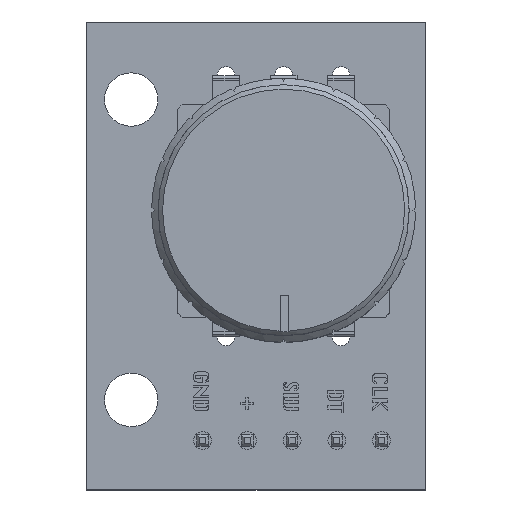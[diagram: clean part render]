
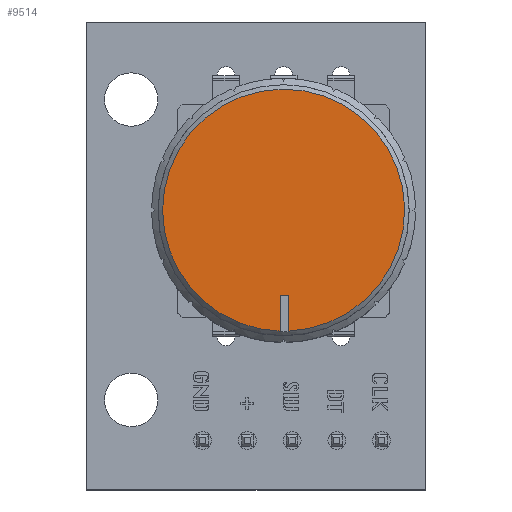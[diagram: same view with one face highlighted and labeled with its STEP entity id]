
A CAD part, top view. The second image highlights one B-rep face of the part: STEP entity #9514.
In plain terms, the highlighted planar face has unit normal (0, 0, 1).
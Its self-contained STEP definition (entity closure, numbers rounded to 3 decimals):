
#217=CIRCLE('',#10047,6.79);
#219=CIRCLE('',#10049,6.79);
#637=PLANE('',#10054);
#1138=FACE_OUTER_BOUND('',#1711,.T.);
#1711=EDGE_LOOP('',(#8478,#8479,#8480,#8481,#8482));
#2660=LINE('',#23233,#3665);
#2663=LINE('',#23239,#3668);
#2666=LINE('',#23244,#3671);
#3665=VECTOR('',#11816,10.);
#3668=VECTOR('',#11821,10.);
#3671=VECTOR('',#11826,10.);
#4757=VERTEX_POINT('',#23220);
#4758=VERTEX_POINT('',#23222);
#4761=VERTEX_POINT('',#23228);
#4762=VERTEX_POINT('',#23232);
#4764=VERTEX_POINT('',#23238);
#6015=EDGE_CURVE('',#4757,#4758,#217,.T.);
#6019=EDGE_CURVE('',#4761,#4757,#219,.T.);
#6020=EDGE_CURVE('',#4762,#4758,#2660,.T.);
#6023=EDGE_CURVE('',#4764,#4762,#2663,.T.);
#6026=EDGE_CURVE('',#4761,#4764,#2666,.T.);
#8478=ORIENTED_EDGE('',*,*,#6026,.T.);
#8479=ORIENTED_EDGE('',*,*,#6023,.T.);
#8480=ORIENTED_EDGE('',*,*,#6020,.T.);
#8481=ORIENTED_EDGE('',*,*,#6015,.F.);
#8482=ORIENTED_EDGE('',*,*,#6019,.F.);
#9514=ADVANCED_FACE('',(#1138),#637,.T.);
#10047=AXIS2_PLACEMENT_3D('',#23223,#11806,#11807);
#10049=AXIS2_PLACEMENT_3D('',#23230,#11812,#11813);
#10054=AXIS2_PLACEMENT_3D('',#23247,#11830,#11831);
#11806=DIRECTION('center_axis',(0.,0.,-1.));
#11807=DIRECTION('ref_axis',(1.,0.,0.));
#11812=DIRECTION('center_axis',(0.,0.,-1.));
#11813=DIRECTION('ref_axis',(1.,0.,0.));
#11816=DIRECTION('',(0.,-1.,0.));
#11821=DIRECTION('',(1.,0.,0.));
#11826=DIRECTION('',(0.,1.,0.));
#11830=DIRECTION('center_axis',(0.,0.,1.));
#11831=DIRECTION('ref_axis',(-1.,0.,0.));
#23220=CARTESIAN_POINT('',(-5.24,2.515,30.6));
#23222=CARTESIAN_POINT('',(1.8,-4.27,30.6));
#23223=CARTESIAN_POINT('Origin',(1.55,2.515,30.6));
#23228=CARTESIAN_POINT('',(1.35,-4.272,30.6));
#23230=CARTESIAN_POINT('Origin',(1.55,2.515,30.6));
#23232=CARTESIAN_POINT('',(1.8,-2.275,30.6));
#23233=CARTESIAN_POINT('',(1.8,0.12,30.6));
#23238=CARTESIAN_POINT('',(1.35,-2.275,30.6));
#23239=CARTESIAN_POINT('',(1.45,-2.275,30.6));
#23244=CARTESIAN_POINT('',(1.35,-0.879,30.6));
#23247=CARTESIAN_POINT('Origin',(1.55,2.515,30.6));
